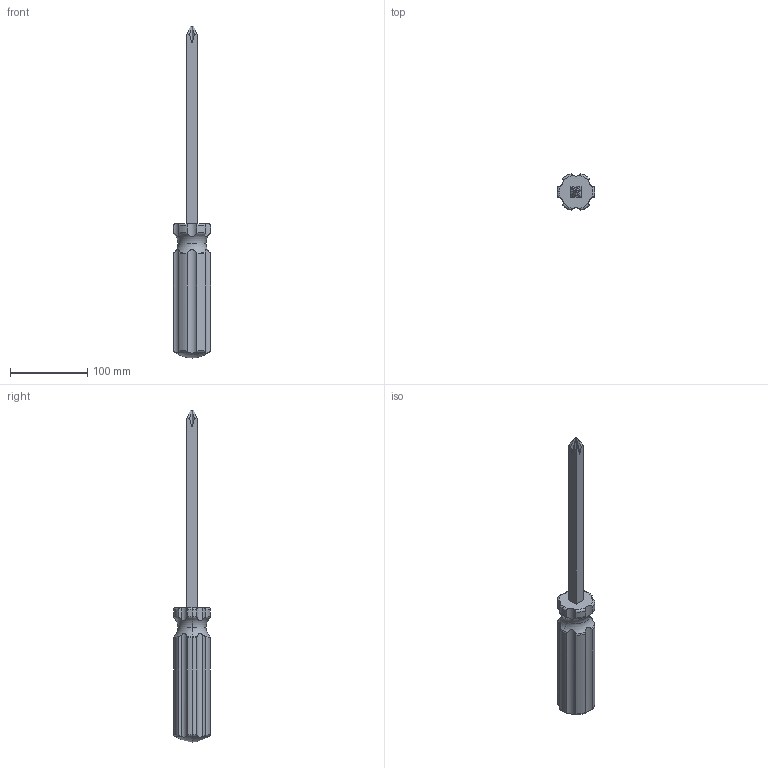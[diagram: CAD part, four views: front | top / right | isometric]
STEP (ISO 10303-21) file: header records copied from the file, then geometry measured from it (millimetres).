
FILE_DESCRIPTION (( 'STEP AP203' ), '1' );
FILE_NAME ('piche e300.STEP', '2012-05-18T20:11:07', ( 'Iskender' ), ( '' ), 'SwSTEP 2.0', 'SolidWorks 2012', '' );
FILE_SCHEMA (( 'CONFIG_CONTROL_DESIGN' ));
Length unit declared in the file: inch
Products named in the file (1): piche e300
Bounding box: 48.96 x 47.31 x 430.55 mm (x, y, z)
Volume: 319740.2 mm3; surface area: 44399.9 mm2
Topology: 1 solids, 1 shells, 280 faces, 747 edges, 494 vertices
Faces by surface type: bspline 109, plane 101, cylinder 36, torus 32, sphere 2
Entity records: 14685 total; most frequent: CARTESIAN_POINT 8462, ORIENTED_EDGE 1494, DIRECTION 878, EDGE_CURVE 747, VERTEX_POINT 494, LINE 358, VECTOR 358, EDGE_LOOP 305
